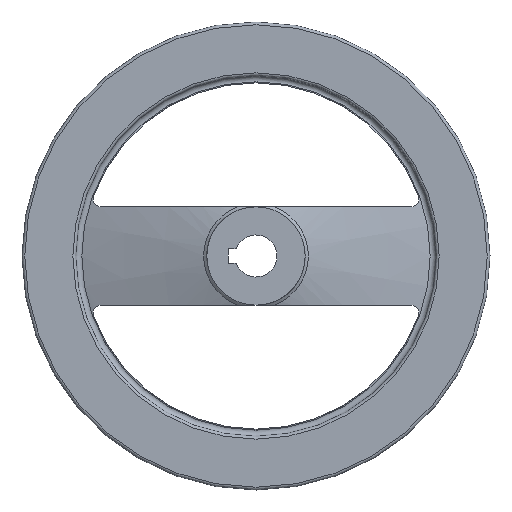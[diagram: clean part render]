
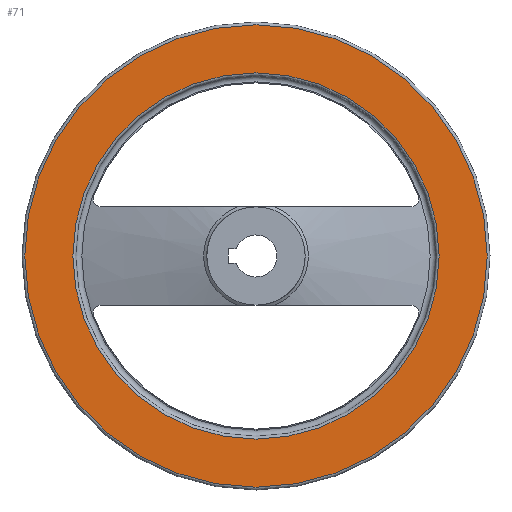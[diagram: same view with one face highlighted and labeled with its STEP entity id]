
A CAD part, left-side view. The second image highlights one B-rep face of the part: STEP entity #71.
In plain terms, the highlighted planar face has unit normal (-1, 0, 0).
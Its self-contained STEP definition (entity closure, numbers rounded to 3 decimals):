
#71 = ADVANCED_FACE( '', ( #160, #161 ), #162, .F. );
#160 = FACE_OUTER_BOUND( '', #275, .T. );
#161 = FACE_BOUND( '', #276, .T. );
#162 = PLANE( '', #277 );
#275 = EDGE_LOOP( '', ( #421 ) );
#276 = EDGE_LOOP( '', ( #422 ) );
#277 = AXIS2_PLACEMENT_3D( '', #423, #424, #425 );
#421 = ORIENTED_EDGE( '', *, *, #655, .F. );
#422 = ORIENTED_EDGE( '', *, *, #656, .T. );
#423 = CARTESIAN_POINT( '', ( 22.8, 78.25, 0. ) );
#424 = DIRECTION( '', ( 1., 0., 0. ) );
#425 = DIRECTION( '', ( 0., 0., -1. ) );
#655 = EDGE_CURVE( '', #779, #779, #780, .T. );
#656 = EDGE_CURVE( '', #781, #781, #782, .T. );
#779 = VERTEX_POINT( '', #1093 );
#780 = CIRCLE( '', #1094, 98.8 );
#781 = VERTEX_POINT( '', #1095 );
#782 = CIRCLE( '', #1096, 78.25 );
#1093 = CARTESIAN_POINT( '', ( 22.8, 0., -98.8 ) );
#1094 = AXIS2_PLACEMENT_3D( '', #1386, #1387, #1388 );
#1095 = CARTESIAN_POINT( '', ( 22.8, 0., -78.25 ) );
#1096 = AXIS2_PLACEMENT_3D( '', #1389, #1390, #1391 );
#1386 = CARTESIAN_POINT( '', ( 22.8, 0., 0. ) );
#1387 = DIRECTION( '', ( 1., 0., 0. ) );
#1388 = DIRECTION( '', ( 0., 0., -1. ) );
#1389 = CARTESIAN_POINT( '', ( 22.8, 0., 0. ) );
#1390 = DIRECTION( '', ( 1., 0., 0. ) );
#1391 = DIRECTION( '', ( 0., 0., -1. ) );
